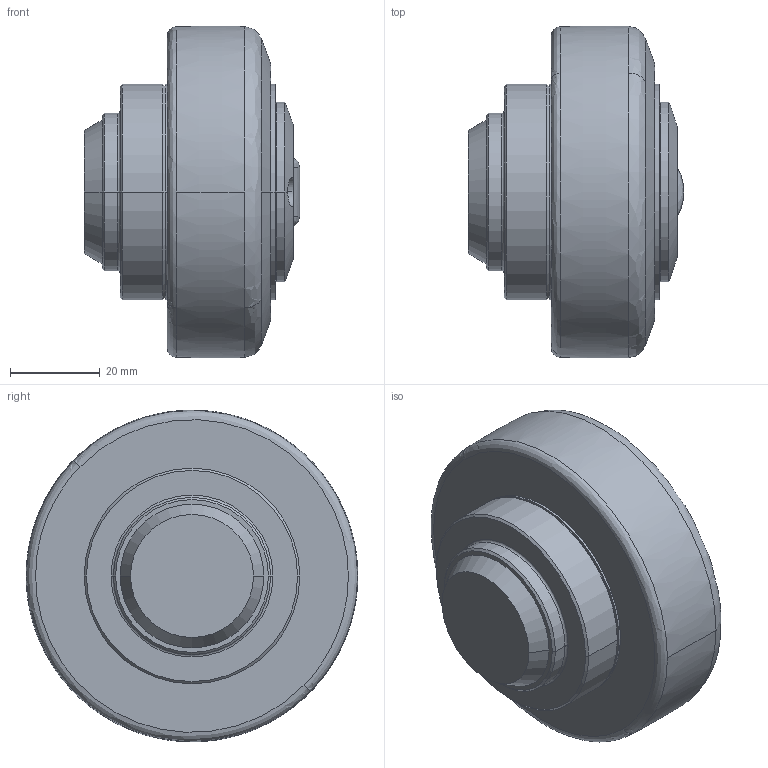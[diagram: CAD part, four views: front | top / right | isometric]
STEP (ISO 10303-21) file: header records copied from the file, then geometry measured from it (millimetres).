
FILE_DESCRIPTION (( 'STEP AP214' ), '1' );
FILE_NAME ('XTR-070.0300-Rollco.step', '2023-04-28T07:42:18', ( '' ), ( '' ), 'SwSTEP 2.0', 'SolidWorks 2010', '' );
FILE_SCHEMA (( 'AUTOMOTIVE_DESIGN' ));
Length unit declared in the file: millimetre
Products named in the file (1): XTR-070.0300-Rollco
Bounding box: 48 x 73.8 x 73.8 mm (x, y, z)
Volume: 126923.4 mm3; surface area: 15857.6 mm2
Topology: 1 solids, 1 shells, 76 faces, 179 edges, 114 vertices
Faces by surface type: cylinder 26, cone 22, plane 12, torus 10, bspline 6
Entity records: 2951 total; most frequent: CARTESIAN_POINT 742, DIRECTION 412, ORIENTED_EDGE 358, AXIS2_PLACEMENT_3D 182, EDGE_CURVE 179, VERTEX_POINT 114, CIRCLE 111, EDGE_LOOP 85
